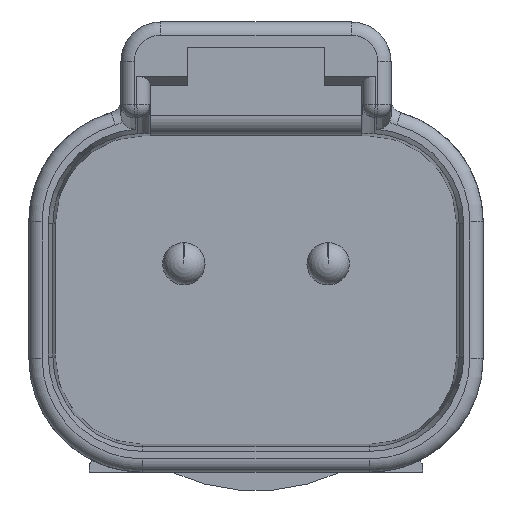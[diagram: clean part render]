
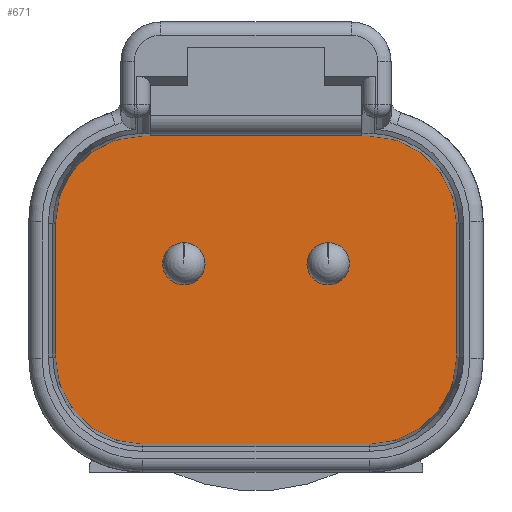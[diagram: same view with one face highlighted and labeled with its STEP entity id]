
A CAD part, front view. The second image highlights one B-rep face of the part: STEP entity #671.
In plain terms, the highlighted planar face has unit normal (0, -1, 0).
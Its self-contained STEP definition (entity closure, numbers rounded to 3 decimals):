
#248=FACE_BOUND('',#1498,.T.);
#249=FACE_BOUND('',#1499,.T.);
#250=FACE_BOUND('',#1500,.T.);
#293=PLANE('',#6070);
#671=ADVANCED_FACE('',(#248,#249,#250),#293,.T.);
#1498=EDGE_LOOP('',(#2628,#2629));
#1499=EDGE_LOOP('',(#2630,#2631));
#1500=EDGE_LOOP('',(#2632,#2633,#2634,#2635,#2636,#2637,#2638,#2639));
#1787=CIRCLE('',#5907,0.8);
#1789=CIRCLE('',#5910,0.8);
#1869=CIRCLE('',#6054,3.3);
#1871=CIRCLE('',#6058,3.3);
#1873=CIRCLE('',#6062,3.3);
#1875=CIRCLE('',#6066,3.3);
#1876=CIRCLE('',#6068,0.8);
#1877=CIRCLE('',#6069,0.8);
#2628=ORIENTED_EDGE('',*,*,#4450,.F.);
#2629=ORIENTED_EDGE('',*,*,#4851,.F.);
#2630=ORIENTED_EDGE('',*,*,#4454,.F.);
#2631=ORIENTED_EDGE('',*,*,#4852,.F.);
#2632=ORIENTED_EDGE('',*,*,#4824,.F.);
#2633=ORIENTED_EDGE('',*,*,#4827,.F.);
#2634=ORIENTED_EDGE('',*,*,#4830,.F.);
#2635=ORIENTED_EDGE('',*,*,#4833,.F.);
#2636=ORIENTED_EDGE('',*,*,#4836,.F.);
#2637=ORIENTED_EDGE('',*,*,#4840,.F.);
#2638=ORIENTED_EDGE('',*,*,#4847,.F.);
#2639=ORIENTED_EDGE('',*,*,#4850,.F.);
#3918=VERTEX_POINT('',#8051);
#3920=VERTEX_POINT('',#8054);
#3922=VERTEX_POINT('',#8060);
#3924=VERTEX_POINT('',#8063);
#4235=VERTEX_POINT('',#9671);
#4237=VERTEX_POINT('',#9678);
#4239=VERTEX_POINT('',#9684);
#4241=VERTEX_POINT('',#9690);
#4243=VERTEX_POINT('',#9696);
#4245=VERTEX_POINT('',#9705);
#4248=VERTEX_POINT('',#9725);
#4254=VERTEX_POINT('',#9751);
#4450=EDGE_CURVE('',#3918,#3920,#1787,.T.);
#4454=EDGE_CURVE('',#3922,#3924,#1789,.T.);
#4824=EDGE_CURVE('',#4237,#4235,#5493,.T.);
#4827=EDGE_CURVE('',#4239,#4237,#1869,.T.);
#4830=EDGE_CURVE('',#4241,#4239,#5497,.T.);
#4833=EDGE_CURVE('',#4243,#4241,#1871,.T.);
#4836=EDGE_CURVE('',#4245,#4243,#5500,.T.);
#4840=EDGE_CURVE('',#4248,#4245,#1873,.T.);
#4847=EDGE_CURVE('',#4254,#4248,#5506,.T.);
#4850=EDGE_CURVE('',#4235,#4254,#1875,.T.);
#4851=EDGE_CURVE('',#3920,#3918,#1876,.T.);
#4852=EDGE_CURVE('',#3924,#3922,#1877,.T.);
#5493=LINE('',#9679,#5776);
#5497=LINE('',#9691,#5780);
#5500=LINE('',#9706,#5783);
#5506=LINE('',#9752,#5789);
#5776=VECTOR('',#6971,1.);
#5780=VECTOR('',#6983,1.);
#5783=VECTOR('',#6994,1.);
#5789=VECTOR('',#7008,1.);
#5907=AXIS2_PLACEMENT_3D('',#8053,#6529,#6530);
#5910=AXIS2_PLACEMENT_3D('',#8062,#6537,#6538);
#6054=AXIS2_PLACEMENT_3D('',#9685,#6977,#6978);
#6058=AXIS2_PLACEMENT_3D('',#9697,#6989,#6990);
#6062=AXIS2_PLACEMENT_3D('',#9726,#7000,#7001);
#6066=AXIS2_PLACEMENT_3D('',#9769,#7013,#7014);
#6068=AXIS2_PLACEMENT_3D('',#9771,#7017,#7018);
#6069=AXIS2_PLACEMENT_3D('',#9772,#7019,#7020);
#6070=AXIS2_PLACEMENT_3D('',#9773,#7021,#7022);
#6529=DIRECTION('',(0.,-1.,0.));
#6530=DIRECTION('',(0.,0.,-1.));
#6537=DIRECTION('',(0.,-1.,0.));
#6538=DIRECTION('',(0.,0.,-1.));
#6971=DIRECTION('',(0.,0.,1.));
#6977=DIRECTION('',(0.,1.,0.));
#6978=DIRECTION('',(1.,0.,0.));
#6983=DIRECTION('',(-1.,0.,0.));
#6989=DIRECTION('',(0.,1.,0.));
#6990=DIRECTION('',(1.,0.,0.));
#6994=DIRECTION('',(0.,0.,-1.));
#7000=DIRECTION('',(0.,1.,0.));
#7001=DIRECTION('',(1.,0.,0.));
#7008=DIRECTION('',(1.,0.,0.));
#7013=DIRECTION('',(0.,1.,0.));
#7014=DIRECTION('',(1.,0.,0.));
#7017=DIRECTION('',(0.,-1.,0.));
#7018=DIRECTION('',(0.,0.,-1.));
#7019=DIRECTION('',(0.,-1.,0.));
#7020=DIRECTION('',(0.,0.,-1.));
#7021=DIRECTION('',(0.,-1.,0.));
#7022=DIRECTION('',(0.,0.,1.));
#8051=CARTESIAN_POINT('',(2.746,18.,1.795));
#8053=CARTESIAN_POINT('',(2.725,18.,0.995));
#8054=CARTESIAN_POINT('',(2.704,18.,1.795));
#8060=CARTESIAN_POINT('',(-2.704,18.,1.795));
#8062=CARTESIAN_POINT('',(-2.725,18.,0.995));
#8063=CARTESIAN_POINT('',(-2.746,18.,1.795));
#9671=CARTESIAN_POINT('',(-7.575,18.,2.525));
#9678=CARTESIAN_POINT('',(-7.575,18.,-2.525));
#9679=CARTESIAN_POINT('',(-7.575,18.,2.525));
#9684=CARTESIAN_POINT('',(-4.275,18.,-5.825));
#9685=CARTESIAN_POINT('',(-4.275,18.,-2.525));
#9690=CARTESIAN_POINT('',(4.275,18.,-5.825));
#9691=CARTESIAN_POINT('',(-4.275,18.,-5.825));
#9696=CARTESIAN_POINT('',(7.575,18.,-2.525));
#9697=CARTESIAN_POINT('',(4.275,18.,-2.525));
#9705=CARTESIAN_POINT('',(7.575,18.,2.525));
#9706=CARTESIAN_POINT('',(7.575,18.,-2.525));
#9725=CARTESIAN_POINT('',(4.275,18.,5.825));
#9726=CARTESIAN_POINT('',(4.275,18.,2.525));
#9751=CARTESIAN_POINT('',(-4.275,18.,5.825));
#9752=CARTESIAN_POINT('',(4.275,18.,5.825));
#9769=CARTESIAN_POINT('',(-4.275,18.,2.525));
#9771=CARTESIAN_POINT('',(2.725,18.,0.995));
#9772=CARTESIAN_POINT('',(-2.725,18.,0.995));
#9773=CARTESIAN_POINT('',(-4.275,18.,-2.525));
